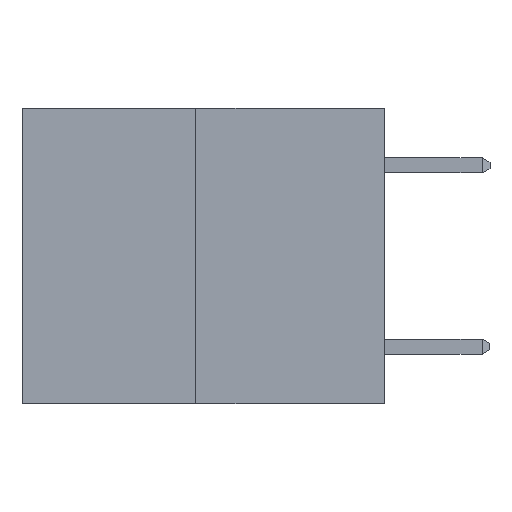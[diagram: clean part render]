
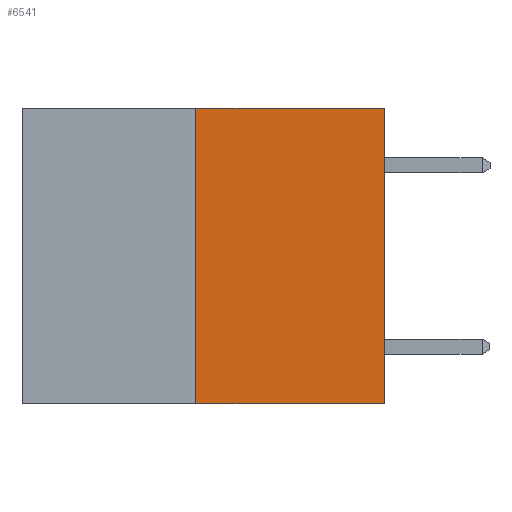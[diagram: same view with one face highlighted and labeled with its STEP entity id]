
A CAD part, left-side view. The second image highlights one B-rep face of the part: STEP entity #6541.
In plain terms, the highlighted planar face has unit normal (-1, 0, 0).
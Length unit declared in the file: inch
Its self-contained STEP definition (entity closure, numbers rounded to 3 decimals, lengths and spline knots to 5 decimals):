
#105 = CARTESIAN_POINT ( 'NONE',  ( 0., 0.312, 0. ) ) ;
#211 = VERTEX_POINT ( 'NONE', #7718 ) ;
#1145 = VECTOR ( 'NONE', #16466, 39.37008 ) ;
#1167 = EDGE_CURVE ( 'NONE', #1593, #3342, #17685, .T. ) ;
#1593 = VERTEX_POINT ( 'NONE', #11688 ) ;
#1909 = PLANE ( 'NONE',  #11247 ) ;
#2842 = EDGE_CURVE ( 'NONE', #211, #12497, #6031, .T. ) ;
#2875 = VECTOR ( 'NONE', #7751, 39.37008 ) ;
#3342 = VERTEX_POINT ( 'NONE', #105 ) ;
#3353 = DIRECTION ( 'NONE',  ( 0., 0., -1. ) ) ;
#5381 = EDGE_LOOP ( 'NONE', ( #9237, #11209, #11527, #15617 ) ) ;
#5585 = FACE_OUTER_BOUND ( 'NONE', #5381, .T. ) ;
#6031 = LINE ( 'NONE', #6229, #2875 ) ;
#6229 = CARTESIAN_POINT ( 'NONE',  ( 0., 0., 0. ) ) ;
#6541 = ADVANCED_FACE ( 'NONE', ( #5585 ), #1909, .F. ) ;
#6550 = CARTESIAN_POINT ( 'NONE',  ( 0., 0.6, -0.49 ) ) ;
#7376 = CARTESIAN_POINT ( 'NONE',  ( 0., 0.6, 0. ) ) ;
#7454 = VECTOR ( 'NONE', #10070, 39.37008 ) ;
#7718 = CARTESIAN_POINT ( 'NONE',  ( 0., 0., -0.49 ) ) ;
#7751 = DIRECTION ( 'NONE',  ( 0., 0., 1. ) ) ;
#8529 = EDGE_CURVE ( 'NONE', #1593, #211, #9325, .T. ) ;
#9211 = DIRECTION ( 'NONE',  ( 1., 0., 0. ) ) ;
#9237 = ORIENTED_EDGE ( 'NONE', *, *, #1167, .F. ) ;
#9243 = CARTESIAN_POINT ( 'NONE',  ( 0., 0.312, -0.49 ) ) ;
#9325 = LINE ( 'NONE', #6550, #12409 ) ;
#10070 = DIRECTION ( 'NONE',  ( 0., -1., 0. ) ) ;
#10483 = CARTESIAN_POINT ( 'NONE',  ( 0., 0.6, 0. ) ) ;
#11209 = ORIENTED_EDGE ( 'NONE', *, *, #8529, .T. ) ;
#11247 = AXIS2_PLACEMENT_3D ( 'NONE', #10483, #9211, #3353 ) ;
#11527 = ORIENTED_EDGE ( 'NONE', *, *, #2842, .T. ) ;
#11688 = CARTESIAN_POINT ( 'NONE',  ( 0., 0.312, -0.49 ) ) ;
#11700 = CARTESIAN_POINT ( 'NONE',  ( 0., 0., 0. ) ) ;
#12409 = VECTOR ( 'NONE', #15139, 39.37008 ) ;
#12497 = VERTEX_POINT ( 'NONE', #11700 ) ;
#13479 = EDGE_CURVE ( 'NONE', #3342, #12497, #17902, .T. ) ;
#15139 = DIRECTION ( 'NONE',  ( 0., -1., 0. ) ) ;
#15617 = ORIENTED_EDGE ( 'NONE', *, *, #13479, .F. ) ;
#16466 = DIRECTION ( 'NONE',  ( 0., 0., 1. ) ) ;
#17685 = LINE ( 'NONE', #9243, #1145 ) ;
#17902 = LINE ( 'NONE', #7376, #7454 ) ;
